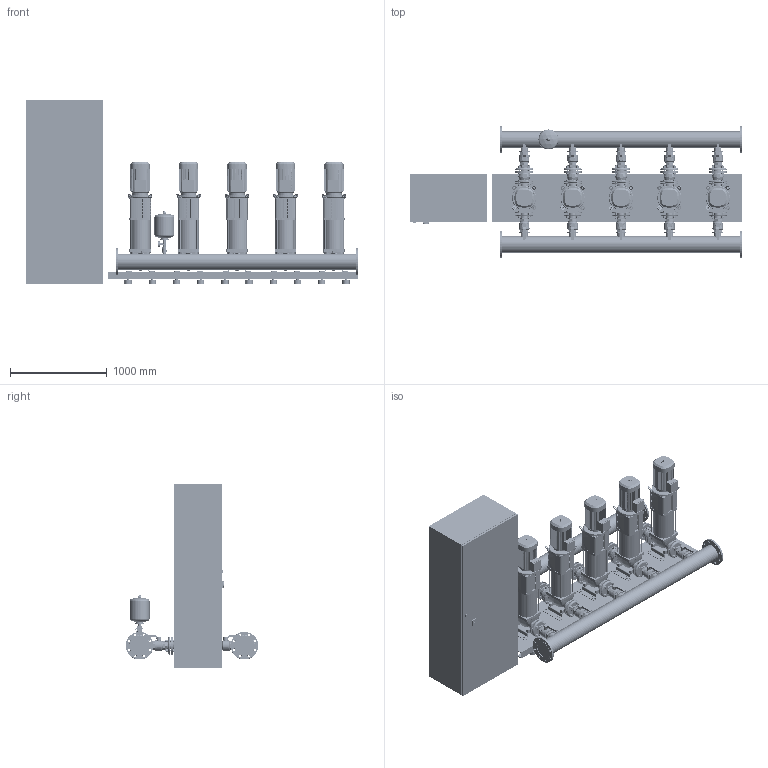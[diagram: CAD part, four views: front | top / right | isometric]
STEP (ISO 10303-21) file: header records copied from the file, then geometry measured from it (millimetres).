
FILE_DESCRIPTION((''),'2;1');
FILE_NAME('3d_CO-5HELIXV3603_1_K_CC-01-2530609.stp','2016-01-25T08:39:45',(''),(''),'Mechanical Desktop 2009','Mechanical Desktop 2009',', , ');
FILE_SCHEMA(('CONFIG_CONTROL_DESIGN'));
Length unit declared in the file: millimetre
Products named in the file (1): Product
Bounding box: 3430 x 1369 x 1900 mm (x, y, z)
Volume: 1122085404.1 mm3; surface area: 28786501.2 mm2
Topology: 293 solids, 293 shells, 9776 faces, 25250 edges, 16413 vertices
Faces by surface type: bspline 3871, plane 3458, cylinder 1835, cone 336, torus 274, sphere 2
Entity records: 342738 total; most frequent: CARTESIAN_POINT 109131, ORIENTED_EDGE 50400, DIRECTION 44341, EDGE_CURVE 25200, VERTEX_POINT 16397, VECTOR 15625, LINE 15625, AXIS2_PLACEMENT_3D 14358
